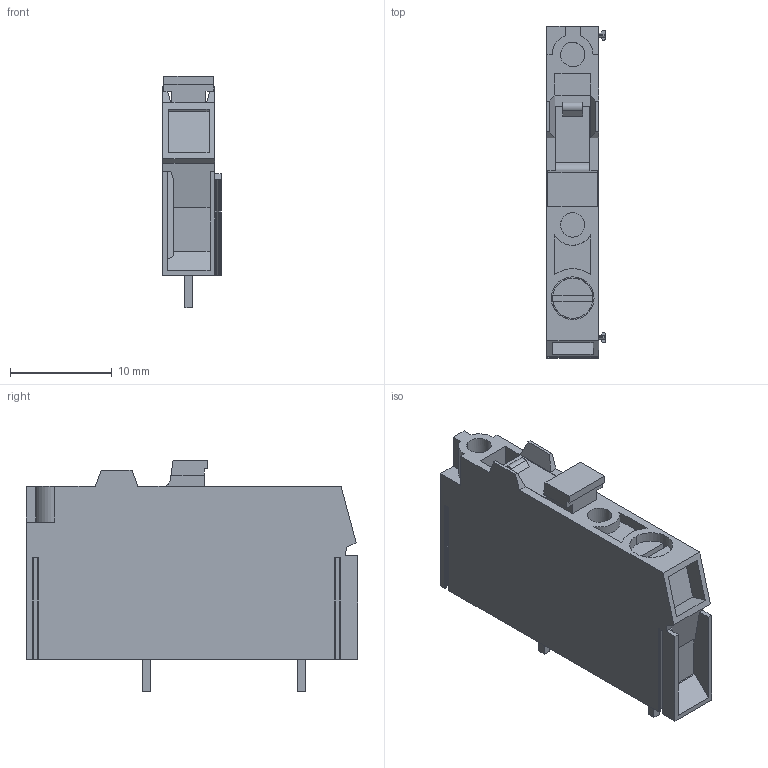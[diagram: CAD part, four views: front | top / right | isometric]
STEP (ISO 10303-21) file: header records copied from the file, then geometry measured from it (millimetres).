
FILE_DESCRIPTION(('CATIA V5 STEP Exchange','CAx-IF Rec.Pracs.--- Model Styling and Organization---1.4--- 2014-01-23'),'2;1');
FILE_NAME ('D1509338_0', '2021-11-09T10:43:53+00:00', ('none'), ('Weidmueller'), 'CATIA Version 5-6 Release 2016 SP3 HF44', 'CATIA V5 STEP AP214', 'none');
FILE_SCHEMA(('AUTOMOTIVE_DESIGN { 1 0 10303 214 1 1 1 1 }'));
Length unit declared in the file: millimetre
Products named in the file (1): 1755180000
Bounding box: 5.73 x 32.6 x 22.8 mm (x, y, z)
Volume: 2609.9 mm3; surface area: 2160.2 mm2
Topology: 5 solids, 5 shells, 182 faces, 491 edges, 325 vertices
Faces by surface type: plane 136, cylinder 46
Entity records: 5917 total; most frequent: CARTESIAN_POINT 1138, ORIENTED_EDGE 982, DIRECTION 844, EDGE_CURVE 491, VECTOR 390, LINE 390, VERTEX_POINT 325, AXIS2_PLACEMENT_3D 273
